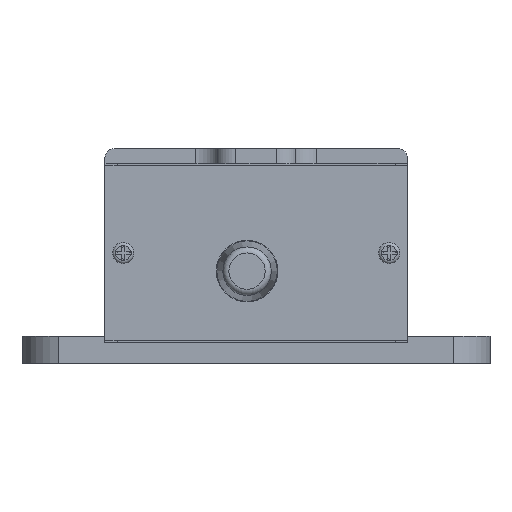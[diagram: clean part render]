
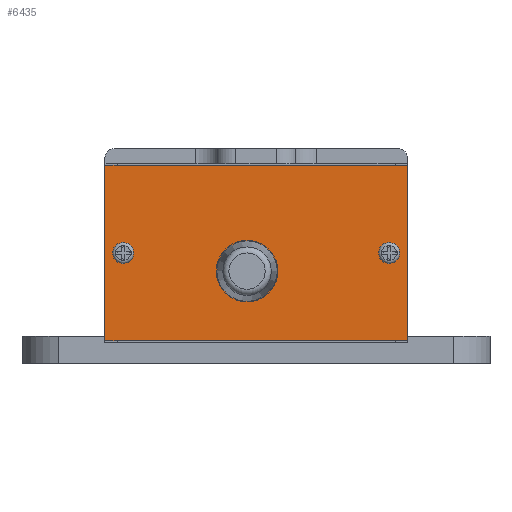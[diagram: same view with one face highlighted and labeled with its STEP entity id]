
A CAD part, front view. The second image highlights one B-rep face of the part: STEP entity #6435.
In plain terms, the highlighted planar face has unit normal (0, -1, 0).
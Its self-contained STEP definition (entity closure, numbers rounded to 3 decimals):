
#374=FACE_BOUND('',#1034,.T.);
#375=FACE_BOUND('',#1035,.T.);
#376=FACE_BOUND('',#1036,.T.);
#440=PLANE('',#7003);
#645=FACE_OUTER_BOUND('',#1033,.T.);
#1033=EDGE_LOOP('',(#4425,#4426,#4427,#4428));
#1034=EDGE_LOOP('',(#4429));
#1035=EDGE_LOOP('',(#4430));
#1036=EDGE_LOOP('',(#4431));
#1508=LINE('',#9685,#2007);
#1512=LINE('',#9693,#2011);
#1517=LINE('',#9705,#2016);
#1518=LINE('',#9706,#2017);
#2007=VECTOR('',#7761,10.);
#2011=VECTOR('',#7767,10.);
#2016=VECTOR('',#7778,10.);
#2017=VECTOR('',#7779,10.);
#2473=CIRCLE('',#7004,3.25);
#2474=CIRCLE('',#7005,1.);
#2475=CIRCLE('',#7006,1.);
#2790=VERTEX_POINT('',#9682);
#2791=VERTEX_POINT('',#9684);
#2794=VERTEX_POINT('',#9692);
#2798=VERTEX_POINT('',#9704);
#2799=VERTEX_POINT('',#9707);
#2800=VERTEX_POINT('',#9709);
#2801=VERTEX_POINT('',#9711);
#3436=EDGE_CURVE('',#2790,#2791,#1508,.T.);
#3440=EDGE_CURVE('',#2794,#2790,#1512,.T.);
#3446=EDGE_CURVE('',#2791,#2798,#1517,.T.);
#3447=EDGE_CURVE('',#2798,#2794,#1518,.T.);
#3448=EDGE_CURVE('',#2799,#2799,#2473,.T.);
#3449=EDGE_CURVE('',#2800,#2800,#2474,.T.);
#3450=EDGE_CURVE('',#2801,#2801,#2475,.T.);
#4425=ORIENTED_EDGE('',*,*,#3446,.F.);
#4426=ORIENTED_EDGE('',*,*,#3436,.F.);
#4427=ORIENTED_EDGE('',*,*,#3440,.F.);
#4428=ORIENTED_EDGE('',*,*,#3447,.F.);
#4429=ORIENTED_EDGE('',*,*,#3448,.T.);
#4430=ORIENTED_EDGE('',*,*,#3449,.T.);
#4431=ORIENTED_EDGE('',*,*,#3450,.T.);
#6435=ADVANCED_FACE('',(#645,#374,#375,#376),#440,.T.);
#7003=AXIS2_PLACEMENT_3D('',#9703,#7776,#7777);
#7004=AXIS2_PLACEMENT_3D('',#9708,#7780,#7781);
#7005=AXIS2_PLACEMENT_3D('',#9710,#7782,#7783);
#7006=AXIS2_PLACEMENT_3D('',#9712,#7784,#7785);
#7761=DIRECTION('',(-1.,0.,0.));
#7767=DIRECTION('',(0.,0.,-1.));
#7776=DIRECTION('center_axis',(0.,-1.,0.));
#7777=DIRECTION('ref_axis',(0.,0.,-1.));
#7778=DIRECTION('',(0.,0.,1.));
#7779=DIRECTION('',(1.,0.,0.));
#7780=DIRECTION('center_axis',(0.,1.,0.));
#7781=DIRECTION('ref_axis',(1.,0.,0.));
#7782=DIRECTION('center_axis',(0.,1.,0.));
#7783=DIRECTION('ref_axis',(1.,0.,0.));
#7784=DIRECTION('center_axis',(0.,1.,0.));
#7785=DIRECTION('ref_axis',(1.,0.,0.));
#9682=CARTESIAN_POINT('',(43.,-2.,0.));
#9684=CARTESIAN_POINT('',(-7.,-2.,0.));
#9685=CARTESIAN_POINT('',(-2.5,-2.,0.));
#9692=CARTESIAN_POINT('',(43.,-2.,29.));
#9693=CARTESIAN_POINT('',(43.,-2.,26.));
#9703=CARTESIAN_POINT('Origin',(18.,-2.,13.));
#9704=CARTESIAN_POINT('',(-7.,-2.,29.));
#9705=CARTESIAN_POINT('',(-7.,-2.,0.));
#9706=CARTESIAN_POINT('',(40.,-2.,29.));
#9707=CARTESIAN_POINT('',(13.25,-2.,11.5));
#9708=CARTESIAN_POINT('Origin',(16.5,-2.,11.5));
#9709=CARTESIAN_POINT('',(-5.,-2.,14.5));
#9710=CARTESIAN_POINT('Origin',(-4.,-2.,14.5));
#9711=CARTESIAN_POINT('',(39.,-2.,14.5));
#9712=CARTESIAN_POINT('Origin',(40.,-2.,14.5));
